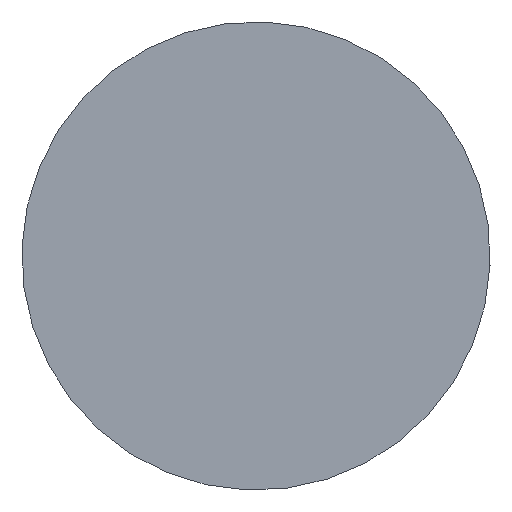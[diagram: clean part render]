
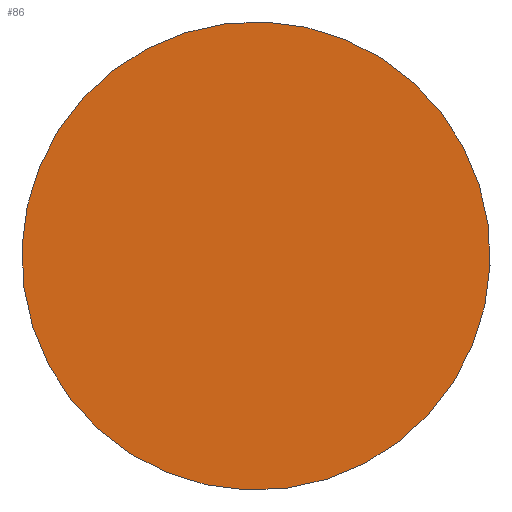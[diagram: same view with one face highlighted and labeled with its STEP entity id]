
A CAD part, front view. The second image highlights one B-rep face of the part: STEP entity #86.
In plain terms, the highlighted planar face has unit normal (0, -1, 0).
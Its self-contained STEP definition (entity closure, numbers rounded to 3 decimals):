
#86 = ADVANCED_FACE( '', ( #112 ), #113, .F. );
#112 = FACE_OUTER_BOUND( '', #140, .T. );
#113 = PLANE( '', #141 );
#140 = EDGE_LOOP( '', ( #221, #222 ) );
#141 = AXIS2_PLACEMENT_3D( '', #223, #224, #225 );
#221 = ORIENTED_EDGE( '', *, *, #262, .F. );
#222 = ORIENTED_EDGE( '', *, *, #263, .F. );
#223 = CARTESIAN_POINT( '', ( 12719.77, -480., -1114.93 ) );
#224 = DIRECTION( '', ( 0., 1., 0. ) );
#225 = DIRECTION( '', ( 1., 0., 0. ) );
#262 = EDGE_CURVE( '', #300, #301, #302, .T. );
#263 = EDGE_CURVE( '', #301, #300, #303, .T. );
#300 = VERTEX_POINT( '', #344 );
#301 = VERTEX_POINT( '', #345 );
#302 = CIRCLE( '', #346, 41.656 );
#303 = CIRCLE( '', #347, 41.656 );
#344 = CARTESIAN_POINT( '', ( 12720.5, -480., -1135.529 ) );
#345 = CARTESIAN_POINT( '', ( 12639.099, -480., -1117.787 ) );
#346 = AXIS2_PLACEMENT_3D( '', #410, #411, #412 );
#347 = AXIS2_PLACEMENT_3D( '', #413, #414, #415 );
#410 = CARTESIAN_POINT( '', ( 12679.799, -480., -1126.658 ) );
#411 = DIRECTION( '', ( 0., 1., 0. ) );
#412 = DIRECTION( '', ( 1., 0., 0. ) );
#413 = CARTESIAN_POINT( '', ( 12679.799, -480., -1126.658 ) );
#414 = DIRECTION( '', ( 0., 1., 0. ) );
#415 = DIRECTION( '', ( 1., 0., 0. ) );
